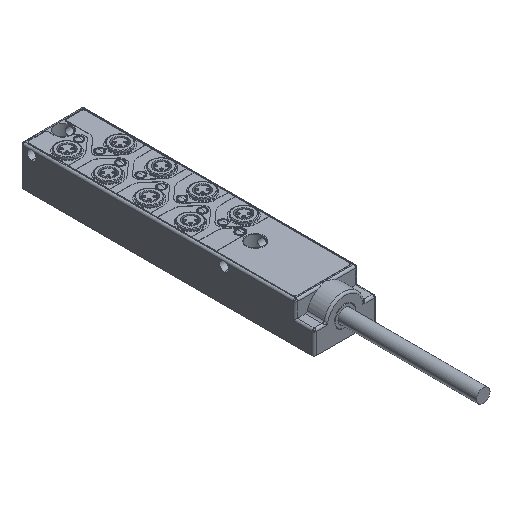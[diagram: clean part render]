
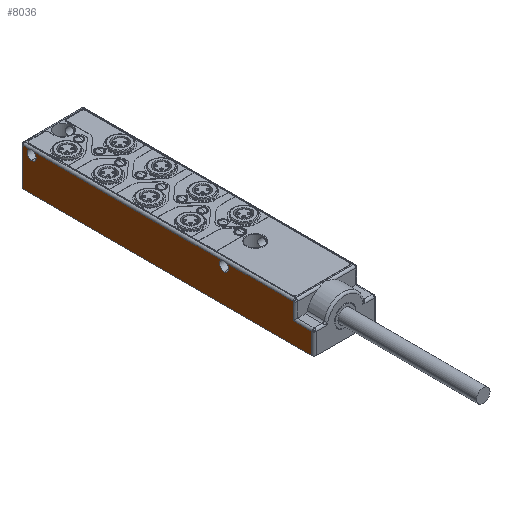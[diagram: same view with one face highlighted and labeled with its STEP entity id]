
A CAD part, isometric view. The second image highlights one B-rep face of the part: STEP entity #8036.
In plain terms, the highlighted planar face has unit normal (-1, 0, 0).
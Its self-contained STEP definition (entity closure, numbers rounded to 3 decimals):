
#83 = CIRCLE ( 'NONE', #3846, 2.2 ) ;
#370 = DIRECTION ( 'NONE',  ( 0., 0., 1. ) ) ;
#423 = CARTESIAN_POINT ( 'NONE',  ( -15., 65.3, 13.8 ) ) ;
#613 = DIRECTION ( 'NONE',  ( 0., 0., -1. ) ) ;
#872 = ORIENTED_EDGE ( 'NONE', *, *, #7467, .T. ) ;
#874 = EDGE_CURVE ( 'NONE', #1285, #14508, #5238, .T. ) ;
#1006 = DIRECTION ( 'NONE',  ( 0., 0., -1. ) ) ;
#1119 = DIRECTION ( 'NONE',  ( 1., 0., 0. ) ) ;
#1198 = EDGE_CURVE ( 'NONE', #5269, #15462, #83, .T. ) ;
#1276 = DIRECTION ( 'NONE',  ( 0., 0., -1. ) ) ;
#1285 = VERTEX_POINT ( 'NONE', #8386 ) ;
#1286 = VERTEX_POINT ( 'NONE', #3454 ) ;
#1298 = LINE ( 'NONE', #4975, #14928 ) ;
#1683 = AXIS2_PLACEMENT_3D ( 'NONE', #11484, #8085, #613 ) ;
#1865 = ORIENTED_EDGE ( 'NONE', *, *, #2449, .T. ) ;
#1983 = EDGE_CURVE ( 'NONE', #13090, #2259, #9443, .T. ) ;
#2011 = CARTESIAN_POINT ( 'NONE',  ( -15., 69.5, 18. ) ) ;
#2102 = CARTESIAN_POINT ( 'NONE',  ( -15., 65.3, 16. ) ) ;
#2132 = EDGE_CURVE ( 'NONE', #15462, #3105, #7712, .T. ) ;
#2259 = VERTEX_POINT ( 'NONE', #6835 ) ;
#2271 = CARTESIAN_POINT ( 'NONE',  ( -15., 70.5, 0. ) ) ;
#2449 = EDGE_CURVE ( 'NONE', #4739, #13090, #11216, .T. ) ;
#2770 = ORIENTED_EDGE ( 'NONE', *, *, #5149, .T. ) ;
#2958 = CARTESIAN_POINT ( 'NONE',  ( -15., 64.383, 18. ) ) ;
#3105 = VERTEX_POINT ( 'NONE', #2011 ) ;
#3187 = DIRECTION ( 'NONE',  ( 0., 0., 1. ) ) ;
#3386 = VECTOR ( 'NONE', #10976, 1000. ) ;
#3454 = CARTESIAN_POINT ( 'NONE',  ( -15., -60.5, 10. ) ) ;
#3455 = CARTESIAN_POINT ( 'NONE',  ( -15., -60.5, 18. ) ) ;
#3635 = VECTOR ( 'NONE', #14746, 1000. ) ;
#3756 = EDGE_CURVE ( 'NONE', #9307, #4739, #10387, .T. ) ;
#3846 = AXIS2_PLACEMENT_3D ( 'NONE', #2102, #8315, #13102 ) ;
#4054 = ORIENTED_EDGE ( 'NONE', *, *, #3756, .T. ) ;
#4270 = LINE ( 'NONE', #7748, #8614 ) ;
#4604 = ORIENTED_EDGE ( 'NONE', *, *, #9466, .T. ) ;
#4692 = LINE ( 'NONE', #10678, #10176 ) ;
#4739 = VERTEX_POINT ( 'NONE', #9334 ) ;
#4852 = PLANE ( 'NONE',  #14638 ) ;
#4865 = CARTESIAN_POINT ( 'NONE',  ( -15., 66.217, 18. ) ) ;
#4965 = VERTEX_POINT ( 'NONE', #7911 ) ;
#4975 = CARTESIAN_POINT ( 'NONE',  ( -15., 70.5, 10. ) ) ;
#5149 = EDGE_CURVE ( 'NONE', #14508, #1286, #1298, .T. ) ;
#5238 = LINE ( 'NONE', #6337, #7346 ) ;
#5269 = VERTEX_POINT ( 'NONE', #423 ) ;
#5562 = ORIENTED_EDGE ( 'NONE', *, *, #7366, .T. ) ;
#5568 = CARTESIAN_POINT ( 'NONE',  ( -15., 70.5, 18. ) ) ;
#5682 = DIRECTION ( 'NONE',  ( 0., 1., 0. ) ) ;
#5755 = CARTESIAN_POINT ( 'NONE',  ( -15., -27.2, 16. ) ) ;
#6337 = CARTESIAN_POINT ( 'NONE',  ( -15., -69.5, 0. ) ) ;
#6522 = CARTESIAN_POINT ( 'NONE',  ( -15., -27.2, 13.8 ) ) ;
#6835 = CARTESIAN_POINT ( 'NONE',  ( -15., -26.283, 18. ) ) ;
#6946 = AXIS2_PLACEMENT_3D ( 'NONE', #5755, #12841, #7028 ) ;
#7026 = CARTESIAN_POINT ( 'NONE',  ( -15., 70.5, 18. ) ) ;
#7028 = DIRECTION ( 'NONE',  ( 0., 0., -1. ) ) ;
#7346 = VECTOR ( 'NONE', #370, 1000. ) ;
#7366 = EDGE_CURVE ( 'NONE', #4965, #1285, #7435, .T. ) ;
#7435 = LINE ( 'NONE', #13396, #3386 ) ;
#7467 = EDGE_CURVE ( 'NONE', #2259, #9772, #11122, .T. ) ;
#7503 = EDGE_CURVE ( 'NONE', #1286, #9307, #4270, .T. ) ;
#7712 = LINE ( 'NONE', #5568, #13715 ) ;
#7748 = CARTESIAN_POINT ( 'NONE',  ( -15., -60.5, 0. ) ) ;
#7911 = CARTESIAN_POINT ( 'NONE',  ( -15., 69.5, 0. ) ) ;
#8036 = ADVANCED_FACE ( 'NONE', ( #9427 ), #4852, .T. ) ;
#8085 = DIRECTION ( 'NONE',  ( 1., 0., 0. ) ) ;
#8232 = DIRECTION ( 'NONE',  ( 0., 1., 0. ) ) ;
#8315 = DIRECTION ( 'NONE',  ( 1., 0., 0. ) ) ;
#8386 = CARTESIAN_POINT ( 'NONE',  ( -15., -69.5, 0. ) ) ;
#8614 = VECTOR ( 'NONE', #3187, 1000. ) ;
#8968 = CIRCLE ( 'NONE', #1683, 2.2 ) ;
#9307 = VERTEX_POINT ( 'NONE', #3455 ) ;
#9334 = CARTESIAN_POINT ( 'NONE',  ( -15., -28.117, 18. ) ) ;
#9427 = FACE_OUTER_BOUND ( 'NONE', #10829, .T. ) ;
#9443 = CIRCLE ( 'NONE', #6946, 2.2 ) ;
#9466 = EDGE_CURVE ( 'NONE', #3105, #4965, #4692, .T. ) ;
#9577 = DIRECTION ( 'NONE',  ( 0., 0., 1. ) ) ;
#9695 = ORIENTED_EDGE ( 'NONE', *, *, #1983, .T. ) ;
#9772 = VERTEX_POINT ( 'NONE', #2958 ) ;
#9896 = ORIENTED_EDGE ( 'NONE', *, *, #1198, .T. ) ;
#9940 = CARTESIAN_POINT ( 'NONE',  ( -15., 70.5, 18. ) ) ;
#10107 = ORIENTED_EDGE ( 'NONE', *, *, #14564, .T. ) ;
#10176 = VECTOR ( 'NONE', #1006, 1000. ) ;
#10348 = ORIENTED_EDGE ( 'NONE', *, *, #874, .T. ) ;
#10387 = LINE ( 'NONE', #7026, #15151 ) ;
#10678 = CARTESIAN_POINT ( 'NONE',  ( -15., 69.5, 0. ) ) ;
#10680 = ORIENTED_EDGE ( 'NONE', *, *, #7503, .T. ) ;
#10829 = EDGE_LOOP ( 'NONE', ( #5562, #10348, #2770, #10680, #4054, #1865, #9695, #872, #10107, #9896, #11716, #4604 ) ) ;
#10976 = DIRECTION ( 'NONE',  ( 0., -1., 0. ) ) ;
#11122 = LINE ( 'NONE', #9940, #3635 ) ;
#11216 = CIRCLE ( 'NONE', #13468, 2.2 ) ;
#11484 = CARTESIAN_POINT ( 'NONE',  ( -15., 65.3, 16. ) ) ;
#11492 = DIRECTION ( 'NONE',  ( 0., 1., 0. ) ) ;
#11716 = ORIENTED_EDGE ( 'NONE', *, *, #2132, .T. ) ;
#12644 = CARTESIAN_POINT ( 'NONE',  ( -15., -69.5, 10. ) ) ;
#12841 = DIRECTION ( 'NONE',  ( 1., 0., 0. ) ) ;
#13090 = VERTEX_POINT ( 'NONE', #6522 ) ;
#13102 = DIRECTION ( 'NONE',  ( 0., 0., -1. ) ) ;
#13396 = CARTESIAN_POINT ( 'NONE',  ( -15., 70.5, 0. ) ) ;
#13468 = AXIS2_PLACEMENT_3D ( 'NONE', #14330, #1119, #1276 ) ;
#13715 = VECTOR ( 'NONE', #11492, 1000. ) ;
#14330 = CARTESIAN_POINT ( 'NONE',  ( -15., -27.2, 16. ) ) ;
#14508 = VERTEX_POINT ( 'NONE', #12644 ) ;
#14564 = EDGE_CURVE ( 'NONE', #9772, #5269, #8968, .T. ) ;
#14638 = AXIS2_PLACEMENT_3D ( 'NONE', #2271, #15499, #9577 ) ;
#14746 = DIRECTION ( 'NONE',  ( 0., 1., 0. ) ) ;
#14928 = VECTOR ( 'NONE', #8232, 1000. ) ;
#15151 = VECTOR ( 'NONE', #5682, 1000. ) ;
#15462 = VERTEX_POINT ( 'NONE', #4865 ) ;
#15499 = DIRECTION ( 'NONE',  ( -1., 0., 0. ) ) ;
